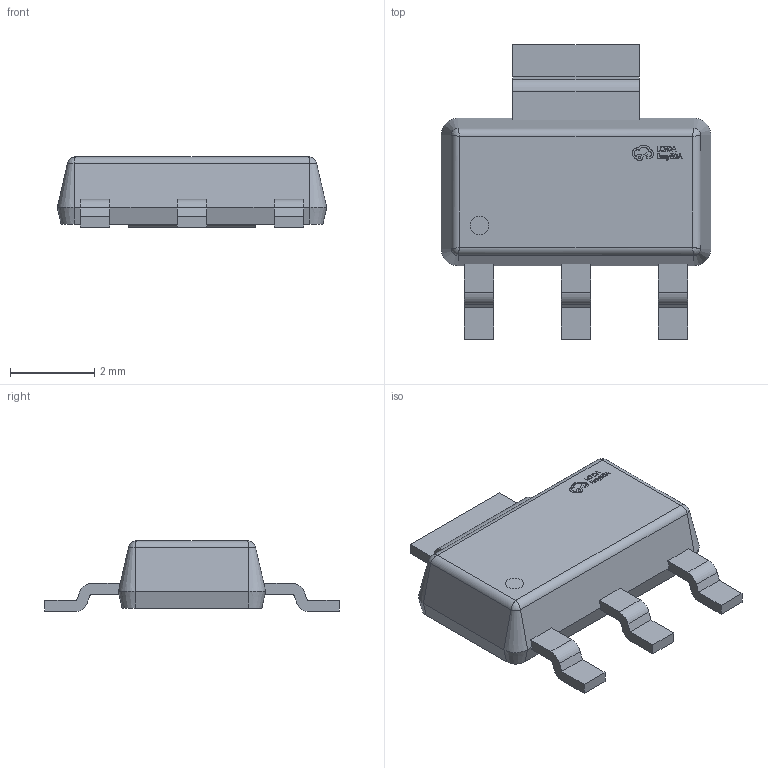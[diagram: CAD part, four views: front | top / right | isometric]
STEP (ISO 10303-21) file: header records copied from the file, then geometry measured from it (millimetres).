
FILE_DESCRIPTION (( 'STEP AP214' ), '1' );
FILE_NAME ('SOT-223-3_L6.4-W3.5-P2.30-LS7.0-BR.step', '2022-07-26T10:58:34', ( '' ), ( '' ), 'SwSTEP 2.0', 'SolidWorks 2020', '' );
FILE_SCHEMA (( 'AUTOMOTIVE_DESIGN' ));
Length unit declared in the file: millimetre
Products named in the file (1): SOT-223-3_L6.4-W3.5-P2.30-LS7.0-BR
Bounding box: 6.4 x 7 x 1.67 mm (x, y, z)
Volume: 34.7 mm3; surface area: 91.9 mm2
Topology: 14 solids, 14 shells, 367 faces, 977 edges, 642 vertices
Faces by surface type: plane 225, bspline 116, cylinder 18, cone 8
Entity records: 16967 total; most frequent: CARTESIAN_POINT 4423, ORIENTED_EDGE 1946, DIRECTION 1273, EDGE_CURVE 973, VECTOR 697, LINE 697, VERTEX_POINT 642, EDGE_LOOP 387
